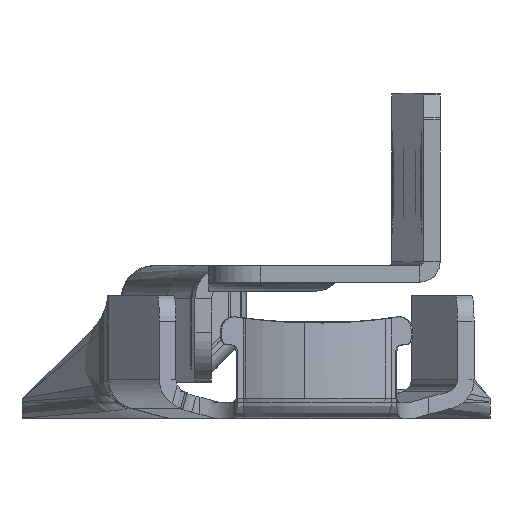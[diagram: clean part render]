
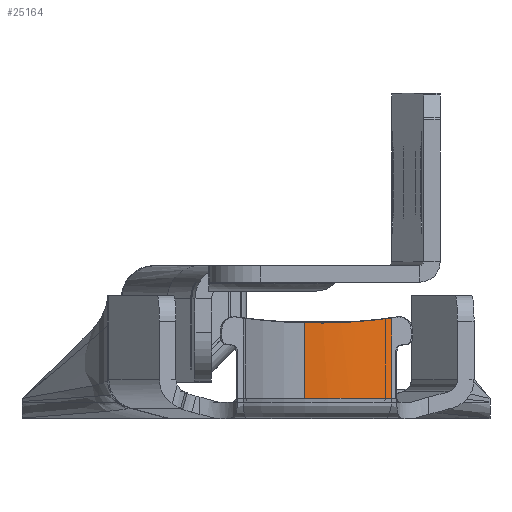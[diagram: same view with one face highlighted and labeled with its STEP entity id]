
A CAD part, left-side view. The second image highlights one B-rep face of the part: STEP entity #25164.
In plain terms, the highlighted cylindrical face has radius 12.3 mm (diameter 24.6 mm), a partial arc.
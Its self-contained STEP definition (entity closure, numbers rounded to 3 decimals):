
#935 = VERTEX_POINT ( 'NONE', #8048 ) ;
#1424 = CARTESIAN_POINT ( 'NONE',  ( -600.001, -2.904, 6.7 ) ) ;
#1680 = EDGE_CURVE ( 'NONE', #935, #12672, #1705, .T. ) ;
#1705 = LINE ( 'NONE', #1424, #12506 ) ;
#1771 = ORIENTED_EDGE ( 'NONE', *, *, #21403, .T. ) ;
#3901 = CARTESIAN_POINT ( 'NONE',  ( -598.623, -8.688, 6.456 ) ) ;
#3998 = CARTESIAN_POINT ( 'NONE',  ( -587.701, -2.904, 6.7 ) ) ;
#4004 = DIRECTION ( 'NONE',  ( 0., 0., 1. ) ) ;
#4054 = AXIS2_PLACEMENT_3D ( 'NONE', #3998, #29236, #18052 ) ;
#5874 = DIRECTION ( 'NONE',  ( 0., 0., -1. ) ) ;
#6943 = ORIENTED_EDGE ( 'NONE', *, *, #20855, .F. ) ;
#8048 = CARTESIAN_POINT ( 'NONE',  ( -600.001, -2.904, 6.214 ) ) ;
#8975 = VECTOR ( 'NONE', #23048, 1000. ) ;
#10429 = CARTESIAN_POINT ( 'NONE',  ( -600.001, -2.904, 0.3 ) ) ;
#11072 = EDGE_LOOP ( 'NONE', ( #18517, #25743, #1771, #6943 ) ) ;
#12506 = VECTOR ( 'NONE', #5874, 1000. ) ;
#12672 = VERTEX_POINT ( 'NONE', #10429 ) ;
#12737 = CARTESIAN_POINT ( 'NONE',  ( -599.957, -4.101, 6.196 ) ) ;
#15047 = CIRCLE ( 'NONE', #23628, 12.3 ) ;
#15129 = CARTESIAN_POINT ( 'NONE',  ( -597.958, -9.693, 6.603 ) ) ;
#15906 = VERTEX_POINT ( 'NONE', #20994 ) ;
#17035 = DIRECTION ( 'NONE',  ( 1., 0., 0. ) ) ;
#17365 = CARTESIAN_POINT ( 'NONE',  ( -599.772, -5.285, 6.218 ) ) ;
#18052 = DIRECTION ( 'NONE',  ( -1., 0., 0. ) ) ;
#18517 = ORIENTED_EDGE ( 'NONE', *, *, #21001, .T. ) ;
#18724 = B_SPLINE_CURVE_WITH_KNOTS ( 'NONE', 3,
 ( #15129, #3901, #24072, #19745, #23936, #17365, #21864, #12737, #26599, #22016 ),
 .UNSPECIFIED., .F., .F.,
 ( 4, 2, 2, 2, 4 ),
 ( 0., 0.004, 0.004, 0.005, 0.007 ),
 .UNSPECIFIED. ) ;
#19737 = CARTESIAN_POINT ( 'NONE',  ( -597.958, -9.693, 0.3 ) ) ;
#19745 = CARTESIAN_POINT ( 'NONE',  ( -599.564, -6.168, 6.255 ) ) ;
#20129 = VERTEX_POINT ( 'NONE', #19737 ) ;
#20201 = CARTESIAN_POINT ( 'NONE',  ( -597.958, -9.693, 6.7 ) ) ;
#20274 = FACE_OUTER_BOUND ( 'NONE', #11072, .T. ) ;
#20855 = EDGE_CURVE ( 'NONE', #15906, #20129, #25284, .T. ) ;
#20994 = CARTESIAN_POINT ( 'NONE',  ( -597.958, -9.693, 6.603 ) ) ;
#21001 = EDGE_CURVE ( 'NONE', #15906, #935, #18724, .T. ) ;
#21403 = EDGE_CURVE ( 'NONE', #12672, #20129, #15047, .T. ) ;
#21864 = CARTESIAN_POINT ( 'NONE',  ( -599.826, -4.99, 6.21 ) ) ;
#22016 = CARTESIAN_POINT ( 'NONE',  ( -600.001, -2.904, 6.214 ) ) ;
#23048 = DIRECTION ( 'NONE',  ( 0., 0., -1. ) ) ;
#23628 = AXIS2_PLACEMENT_3D ( 'NONE', #26711, #4004, #17035 ) ;
#23936 = CARTESIAN_POINT ( 'NONE',  ( -599.641, -5.874, 6.241 ) ) ;
#24072 = CARTESIAN_POINT ( 'NONE',  ( -599.129, -7.61, 6.341 ) ) ;
#24611 = CYLINDRICAL_SURFACE ( 'NONE', #4054, 12.3 ) ;
#25164 = ADVANCED_FACE ( 'NONE', ( #20274 ), #24611, .T. ) ;
#25284 = LINE ( 'NONE', #20201, #8975 ) ;
#25743 = ORIENTED_EDGE ( 'NONE', *, *, #1680, .T. ) ;
#26599 = CARTESIAN_POINT ( 'NONE',  ( -600.001, -3.505, 6.199 ) ) ;
#26711 = CARTESIAN_POINT ( 'NONE',  ( -587.701, -2.904, 0.3 ) ) ;
#29236 = DIRECTION ( 'NONE',  ( 0., 0., -1. ) ) ;
